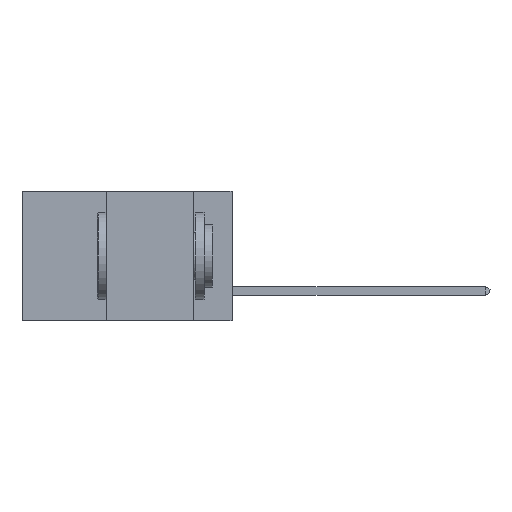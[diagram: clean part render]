
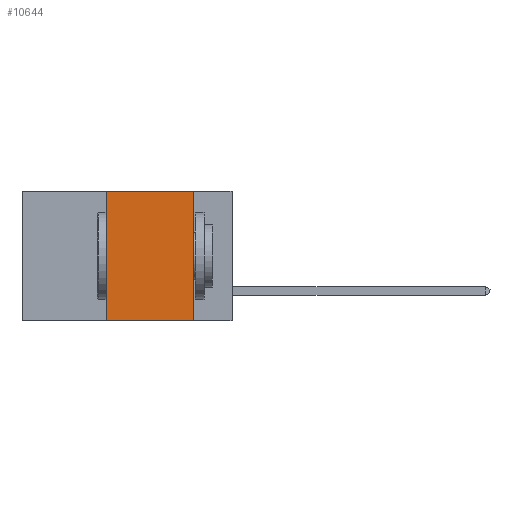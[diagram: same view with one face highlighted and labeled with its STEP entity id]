
A CAD part, left-side view. The second image highlights one B-rep face of the part: STEP entity #10644.
In plain terms, the highlighted planar face has unit normal (-1, 0, 0).
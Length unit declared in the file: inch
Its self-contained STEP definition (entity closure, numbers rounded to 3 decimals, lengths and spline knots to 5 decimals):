
#695 = VECTOR ( 'NONE', #12989, 39.37008 ) ;
#1198 = DIRECTION ( 'NONE',  ( 1., 0., 0. ) ) ;
#1312 = PLANE ( 'NONE',  #16106 ) ;
#1627 = LINE ( 'NONE', #2997, #13548 ) ;
#1666 = EDGE_CURVE ( 'NONE', #8703, #12731, #16666, .T. ) ;
#1887 = VERTEX_POINT ( 'NONE', #1970 ) ;
#1970 = CARTESIAN_POINT ( 'NONE',  ( 0., 0.11, 0. ) ) ;
#1980 = VECTOR ( 'NONE', #13215, 39.37008 ) ;
#2129 = ORIENTED_EDGE ( 'NONE', *, *, #14488, .F. ) ;
#2274 = DIRECTION ( 'NONE',  ( 0., 0., -1. ) ) ;
#2356 = LINE ( 'NONE', #11974, #12783 ) ;
#2435 = CARTESIAN_POINT ( 'NONE',  ( 0., 0.6, -0.37 ) ) ;
#2784 = DIRECTION ( 'NONE',  ( 0., 0., -1. ) ) ;
#2981 = CARTESIAN_POINT ( 'NONE',  ( 0., 0.11, -0.37 ) ) ;
#2997 = CARTESIAN_POINT ( 'NONE',  ( 0., 0.11, 0. ) ) ;
#3671 = ORIENTED_EDGE ( 'NONE', *, *, #9844, .F. ) ;
#5109 = ORIENTED_EDGE ( 'NONE', *, *, #11490, .F. ) ;
#5191 = DIRECTION ( 'NONE',  ( 0., 0., 1. ) ) ;
#5443 = CARTESIAN_POINT ( 'NONE',  ( 0., 0.36, -0.37 ) ) ;
#5600 = FACE_OUTER_BOUND ( 'NONE', #13167, .T. ) ;
#6640 = ORIENTED_EDGE ( 'NONE', *, *, #1666, .T. ) ;
#7035 = LINE ( 'NONE', #15684, #695 ) ;
#7114 = VERTEX_POINT ( 'NONE', #15388 ) ;
#8703 = VERTEX_POINT ( 'NONE', #5443 ) ;
#9844 = EDGE_CURVE ( 'NONE', #1887, #12731, #1627, .T. ) ;
#10644 = ADVANCED_FACE ( 'NONE', ( #5600 ), #1312, .F. ) ;
#11490 = EDGE_CURVE ( 'NONE', #7114, #1887, #7035, .T. ) ;
#11974 = CARTESIAN_POINT ( 'NONE',  ( 0., 0.36, 0. ) ) ;
#12731 = VERTEX_POINT ( 'NONE', #2981 ) ;
#12783 = VECTOR ( 'NONE', #5191, 39.37008 ) ;
#12989 = DIRECTION ( 'NONE',  ( 0., -1., 0. ) ) ;
#13167 = EDGE_LOOP ( 'NONE', ( #3671, #5109, #2129, #6640 ) ) ;
#13215 = DIRECTION ( 'NONE',  ( 0., -1., 0. ) ) ;
#13548 = VECTOR ( 'NONE', #2274, 39.37008 ) ;
#14488 = EDGE_CURVE ( 'NONE', #8703, #7114, #2356, .T. ) ;
#14947 = CARTESIAN_POINT ( 'NONE',  ( 0., 0.6, 0. ) ) ;
#15388 = CARTESIAN_POINT ( 'NONE',  ( 0., 0.36, 0. ) ) ;
#15684 = CARTESIAN_POINT ( 'NONE',  ( 0., 0.6, 0. ) ) ;
#16106 = AXIS2_PLACEMENT_3D ( 'NONE', #14947, #1198, #2784 ) ;
#16666 = LINE ( 'NONE', #2435, #1980 ) ;
